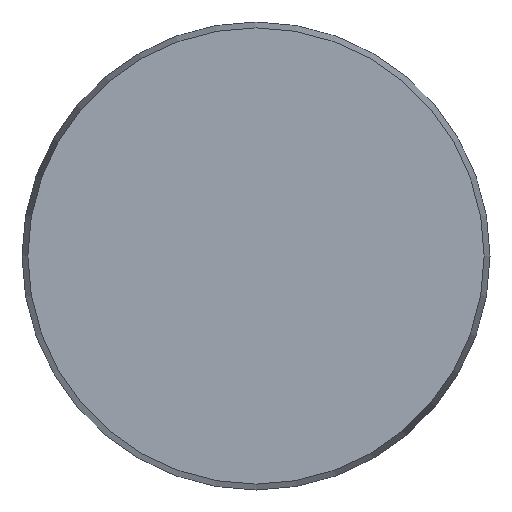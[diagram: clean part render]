
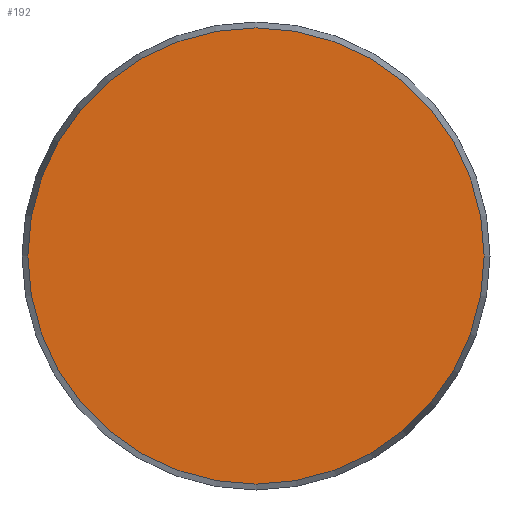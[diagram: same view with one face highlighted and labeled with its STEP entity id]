
A CAD part, front view. The second image highlights one B-rep face of the part: STEP entity #192.
In plain terms, the highlighted planar face has unit normal (0, -1, 0).
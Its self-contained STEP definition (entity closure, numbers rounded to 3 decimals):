
#192 = ADVANCED_FACE( '', ( #393 ), #394, .F. );
#393 = FACE_OUTER_BOUND( '', #656, .T. );
#394 = PLANE( '', #657 );
#656 = EDGE_LOOP( '', ( #1098 ) );
#657 = AXIS2_PLACEMENT_3D( '', #1099, #1100, #1101 );
#1098 = ORIENTED_EDGE( '', *, *, #1161, .T. );
#1099 = CARTESIAN_POINT( '', ( 58.5, 0., 0. ) );
#1100 = DIRECTION( '', ( 0., 1., 0. ) );
#1101 = DIRECTION( '', ( 0., 0., 1. ) );
#1161 = EDGE_CURVE( '', #1362, #1362, #1363, .T. );
#1362 = VERTEX_POINT( '', #1718 );
#1363 = CIRCLE( '', #1719, 58.5 );
#1718 = CARTESIAN_POINT( '', ( 0., 0., -58.5 ) );
#1719 = AXIS2_PLACEMENT_3D( '', #2159, #2160, #2161 );
#2159 = CARTESIAN_POINT( '', ( 0., 0., 0. ) );
#2160 = DIRECTION( '', ( 0., -1., 0. ) );
#2161 = DIRECTION( '', ( 0., 0., -1. ) );
